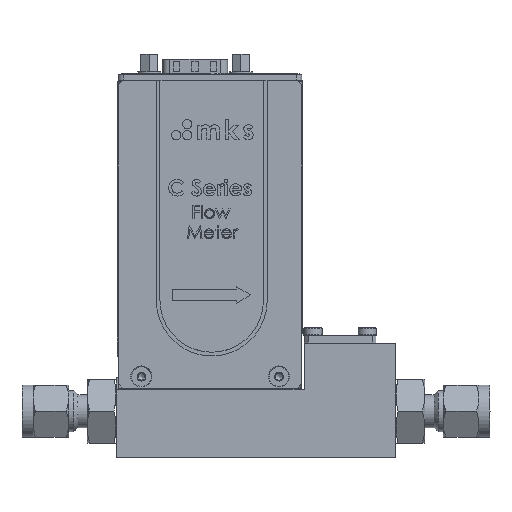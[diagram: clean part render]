
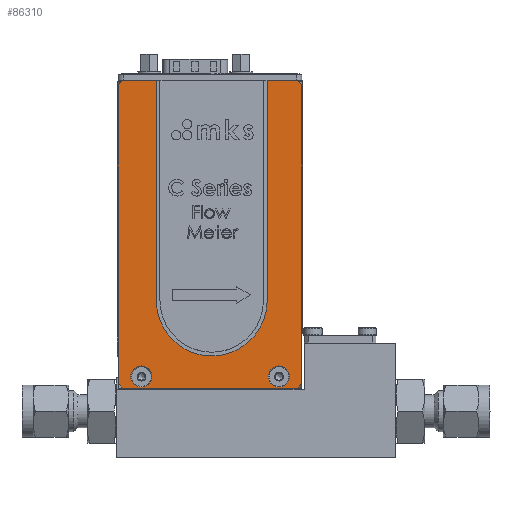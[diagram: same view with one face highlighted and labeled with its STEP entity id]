
A CAD part, top view. The second image highlights one B-rep face of the part: STEP entity #86310.
In plain terms, the highlighted planar face has unit normal (0, 0, 1).
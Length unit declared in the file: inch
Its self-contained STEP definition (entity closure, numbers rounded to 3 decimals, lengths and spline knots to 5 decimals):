
#1563 = ORIENTED_EDGE ( 'NONE', *, *, #70145, .T. ) ;
#5090 = AXIS2_PLACEMENT_3D ( 'NONE', #70422, #22935, #78422 ) ;
#5810 = DIRECTION ( 'NONE',  ( 0.707, 0.707, 0. ) ) ;
#5823 = ORIENTED_EDGE ( 'NONE', *, *, #93313, .F. ) ;
#6292 = EDGE_CURVE ( 'NONE', #97079, #35815, #30721, .T. ) ;
#7221 = DIRECTION ( 'NONE',  ( 0., 0., 1. ) ) ;
#8498 = CARTESIAN_POINT ( 'NONE',  ( -0.35653, -0.179, 0.498 ) ) ;
#8884 = AXIS2_PLACEMENT_3D ( 'NONE', #54736, #7221, #62688 ) ;
#9601 = VECTOR ( 'NONE', #5810, 39.37008 ) ;
#9807 = VERTEX_POINT ( 'NONE', #48764 ) ;
#11030 = LINE ( 'NONE', #78071, #71826 ) ;
#13081 = EDGE_CURVE ( 'NONE', #71654, #49847, #15827, .T. ) ;
#14547 = FACE_BOUND ( 'NONE', #102103, .T. ) ;
#14590 = CARTESIAN_POINT ( 'NONE',  ( 1.56347, 3.126, 0.498 ) ) ;
#15490 = DIRECTION ( 'NONE',  ( 0., 0., -1. ) ) ;
#15827 = LINE ( 'NONE', #78782, #97723 ) ;
#16743 = CIRCLE ( 'NONE', #48390, 0.1125 ) ;
#17027 = FACE_BOUND ( 'NONE', #93986, .T. ) ;
#19911 = EDGE_CURVE ( 'NONE', #28719, #97079, #35967, .T. ) ;
#20007 = CARTESIAN_POINT ( 'NONE',  ( 1.36847, -0.053, 0.498 ) ) ;
#22628 = VERTEX_POINT ( 'NONE', #30908 ) ;
#22636 = CARTESIAN_POINT ( 'NONE',  ( 0.86847, 3.001, 0.498 ) ) ;
#22935 = DIRECTION ( 'NONE',  ( 0., 0., 1. ) ) ;
#23228 = CARTESIAN_POINT ( 'NONE',  ( 1.61347, -0.129, 0.498 ) ) ;
#23955 = ORIENTED_EDGE ( 'NONE', *, *, #59937, .T. ) ;
#25970 = VECTOR ( 'NONE', #28476, 39.37008 ) ;
#26112 = VECTOR ( 'NONE', #94144, 39.37008 ) ;
#27002 = AXIS2_PLACEMENT_3D ( 'NONE', #22636, #78111, #30603 ) ;
#27986 = DIRECTION ( 'NONE',  ( 1., 0., 0. ) ) ;
#28476 = DIRECTION ( 'NONE',  ( 0., -1., 0. ) ) ;
#28719 = VERTEX_POINT ( 'NONE', #29699 ) ;
#29699 = CARTESIAN_POINT ( 'NONE',  ( -0.30653, -0.179, 0.498 ) ) ;
#30603 = DIRECTION ( 'NONE',  ( 1., 0., 0. ) ) ;
#30721 = LINE ( 'NONE', #37368, #9601 ) ;
#30908 = CARTESIAN_POINT ( 'NONE',  ( 1.61347, 3.076, 0.498 ) ) ;
#32510 = CARTESIAN_POINT ( 'NONE',  ( 0.00497, -0.053, 0.498 ) ) ;
#32774 = ORIENTED_EDGE ( 'NONE', *, *, #34370, .F. ) ;
#34370 = EDGE_CURVE ( 'NONE', #44683, #44683, #43316, .T. ) ;
#35293 = CARTESIAN_POINT ( 'NONE',  ( -0.35653, 3.076, 0.498 ) ) ;
#35645 = FACE_BOUND ( 'NONE', #66533, .T. ) ;
#35815 = VERTEX_POINT ( 'NONE', #23228 ) ;
#35967 = LINE ( 'NONE', #8498, #54565 ) ;
#37206 = VERTEX_POINT ( 'NONE', #86937 ) ;
#37368 = CARTESIAN_POINT ( 'NONE',  ( 1.56347, -0.179, 0.498 ) ) ;
#38541 = DIRECTION ( 'NONE',  ( 0.707, -0.707, 0. ) ) ;
#38655 = CARTESIAN_POINT ( 'NONE',  ( 1.61347, 3.076, 0.498 ) ) ;
#39401 = ORIENTED_EDGE ( 'NONE', *, *, #13081, .T. ) ;
#43316 = CIRCLE ( 'NONE', #27002, 0.086 ) ;
#44234 = VECTOR ( 'NONE', #79695, 39.37008 ) ;
#44683 = VERTEX_POINT ( 'NONE', #78626 ) ;
#45018 = DIRECTION ( 'NONE',  ( -0.707, -0.707, 0. ) ) ;
#45193 = EDGE_CURVE ( 'NONE', #37206, #37206, #62785, .T. ) ;
#46246 = ORIENTED_EDGE ( 'NONE', *, *, #6292, .T. ) ;
#47096 = EDGE_CURVE ( 'NONE', #35815, #22628, #67788, .T. ) ;
#47498 = CARTESIAN_POINT ( 'NONE',  ( 1.56347, -0.179, 0.498 ) ) ;
#48390 = AXIS2_PLACEMENT_3D ( 'NONE', #20007, #75458, #27986 ) ;
#48764 = CARTESIAN_POINT ( 'NONE',  ( 1.48097, -0.053, 0.498 ) ) ;
#49199 = VERTEX_POINT ( 'NONE', #63494 ) ;
#49847 = VERTEX_POINT ( 'NONE', #68194 ) ;
#52271 = CIRCLE ( 'NONE', #5090, 0.1125 ) ;
#54565 = VECTOR ( 'NONE', #63940, 39.37008 ) ;
#54736 = CARTESIAN_POINT ( 'NONE',  ( 1.06847, 3.001, 0.498 ) ) ;
#56256 = ORIENTED_EDGE ( 'NONE', *, *, #78570, .F. ) ;
#57387 = AXIS2_PLACEMENT_3D ( 'NONE', #63013, #15490, #70964 ) ;
#59499 = VERTEX_POINT ( 'NONE', #32510 ) ;
#59937 = EDGE_CURVE ( 'NONE', #49847, #70608, #78525, .T. ) ;
#61004 = ORIENTED_EDGE ( 'NONE', *, *, #98232, .T. ) ;
#61366 = ORIENTED_EDGE ( 'NONE', *, *, #45193, .F. ) ;
#62688 = DIRECTION ( 'NONE',  ( 1., 0., 0. ) ) ;
#62785 = CIRCLE ( 'NONE', #8884, 0.086 ) ;
#63013 = CARTESIAN_POINT ( 'NONE',  ( -0.35653, -0.179, 0.498 ) ) ;
#63494 = CARTESIAN_POINT ( 'NONE',  ( -0.35653, -0.129, 0.498 ) ) ;
#63713 = CARTESIAN_POINT ( 'NONE',  ( 1.61347, -0.179, 0.498 ) ) ;
#63940 = DIRECTION ( 'NONE',  ( 1., 0., 0. ) ) ;
#64346 = ORIENTED_EDGE ( 'NONE', *, *, #47096, .T. ) ;
#66533 = EDGE_LOOP ( 'NONE', ( #61366 ) ) ;
#67788 = LINE ( 'NONE', #63713, #44234 ) ;
#67968 = CARTESIAN_POINT ( 'NONE',  ( -0.35653, -0.179, 0.498 ) ) ;
#68118 = LINE ( 'NONE', #67968, #25970 ) ;
#68194 = CARTESIAN_POINT ( 'NONE',  ( -0.30653, 3.126, 0.498 ) ) ;
#70145 = EDGE_CURVE ( 'NONE', #22628, #71654, #86872, .T. ) ;
#70400 = ORIENTED_EDGE ( 'NONE', *, *, #19911, .T. ) ;
#70422 = CARTESIAN_POINT ( 'NONE',  ( -0.10753, -0.053, 0.498 ) ) ;
#70608 = VERTEX_POINT ( 'NONE', #35293 ) ;
#70626 = PLANE ( 'NONE',  #57387 ) ;
#70964 = DIRECTION ( 'NONE',  ( -1., 0., 0. ) ) ;
#71654 = VERTEX_POINT ( 'NONE', #14590 ) ;
#71826 = VECTOR ( 'NONE', #38541, 39.37008 ) ;
#74699 = ORIENTED_EDGE ( 'NONE', *, *, #84714, .T. ) ;
#75458 = DIRECTION ( 'NONE',  ( 0., 0., 1. ) ) ;
#77844 = FACE_BOUND ( 'NONE', #90035, .T. ) ;
#78071 = CARTESIAN_POINT ( 'NONE',  ( -0.35653, -0.129, 0.498 ) ) ;
#78111 = DIRECTION ( 'NONE',  ( 0., 0., 1. ) ) ;
#78422 = DIRECTION ( 'NONE',  ( 1., 0., 0. ) ) ;
#78525 = LINE ( 'NONE', #100430, #99591 ) ;
#78570 = EDGE_CURVE ( 'NONE', #59499, #59499, #52271, .T. ) ;
#78626 = CARTESIAN_POINT ( 'NONE',  ( 0.95447, 3.001, 0.498 ) ) ;
#78782 = CARTESIAN_POINT ( 'NONE',  ( -0.35653, 3.126, 0.498 ) ) ;
#79695 = DIRECTION ( 'NONE',  ( 0., 1., 0. ) ) ;
#84714 = EDGE_CURVE ( 'NONE', #49199, #28719, #11030, .T. ) ;
#86310 = ADVANCED_FACE ( 'NONE', ( #35645, #77844, #14547, #17027, #96427 ), #70626, .F. ) ;
#86872 = LINE ( 'NONE', #38655, #26112 ) ;
#86937 = CARTESIAN_POINT ( 'NONE',  ( 1.15447, 3.001, 0.498 ) ) ;
#90035 = EDGE_LOOP ( 'NONE', ( #32774 ) ) ;
#93313 = EDGE_CURVE ( 'NONE', #9807, #9807, #16743, .T. ) ;
#93826 = EDGE_LOOP ( 'NONE', ( #61004, #74699, #70400, #46246, #64346, #1563, #39401, #23955 ) ) ;
#93986 = EDGE_LOOP ( 'NONE', ( #5823 ) ) ;
#94144 = DIRECTION ( 'NONE',  ( -0.707, 0.707, 0. ) ) ;
#96427 = FACE_OUTER_BOUND ( 'NONE', #93826, .T. ) ;
#97079 = VERTEX_POINT ( 'NONE', #47498 ) ;
#97723 = VECTOR ( 'NONE', #102687, 39.37008 ) ;
#98232 = EDGE_CURVE ( 'NONE', #70608, #49199, #68118, .T. ) ;
#99591 = VECTOR ( 'NONE', #45018, 39.37008 ) ;
#100430 = CARTESIAN_POINT ( 'NONE',  ( -0.30653, 3.126, 0.498 ) ) ;
#102103 = EDGE_LOOP ( 'NONE', ( #56256 ) ) ;
#102687 = DIRECTION ( 'NONE',  ( -1., 0., 0. ) ) ;
